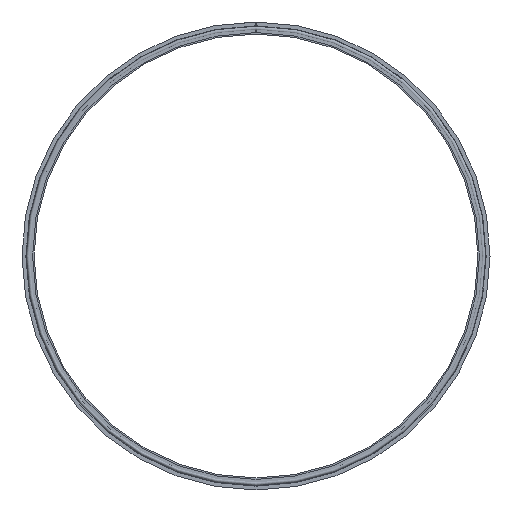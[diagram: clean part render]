
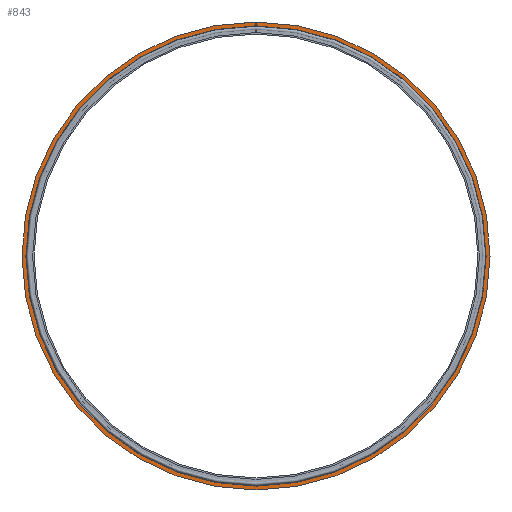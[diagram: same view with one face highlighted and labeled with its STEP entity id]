
A CAD part, left-side view. The second image highlights one B-rep face of the part: STEP entity #843.
In plain terms, the highlighted planar face has unit normal (-1, 0, 0).
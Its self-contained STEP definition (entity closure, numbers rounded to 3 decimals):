
#30 = VERTEX_POINT ( 'NONE', #505 ) ;
#49 = CARTESIAN_POINT ( 'NONE',  ( -9.8, 1., 419.999 ) ) ;
#89 = CARTESIAN_POINT ( 'NONE',  ( -9.8, -1., 412.999 ) ) ;
#92 = VECTOR ( 'NONE', #509, 1000. ) ;
#102 = DIRECTION ( 'NONE',  ( 0., 0., 1. ) ) ;
#131 = CIRCLE ( 'NONE', #939, 413. ) ;
#150 = CARTESIAN_POINT ( 'NONE',  ( -9.8, 0., 0. ) ) ;
#203 = FACE_OUTER_BOUND ( 'NONE', #985, .T. ) ;
#231 = VERTEX_POINT ( 'NONE', #49 ) ;
#288 = ORIENTED_EDGE ( 'NONE', *, *, #491, .T. ) ;
#293 = EDGE_CURVE ( 'NONE', #231, #1146, #314, .T. ) ;
#314 = LINE ( 'NONE', #582, #92 ) ;
#324 = ORIENTED_EDGE ( 'NONE', *, *, #646, .F. ) ;
#327 = DIRECTION ( 'NONE',  ( 1., 0., 0. ) ) ;
#349 = CARTESIAN_POINT ( 'NONE',  ( -9.8, 0., 0. ) ) ;
#383 = AXIS2_PLACEMENT_3D ( 'NONE', #150, #327, #967 ) ;
#402 = LINE ( 'NONE', #446, #912 ) ;
#419 = PLANE ( 'NONE',  #471 ) ;
#446 = CARTESIAN_POINT ( 'NONE',  ( -9.8, -1., 0. ) ) ;
#471 = AXIS2_PLACEMENT_3D ( 'NONE', #1143, #869, #777 ) ;
#491 = EDGE_CURVE ( 'NONE', #525, #1146, #131, .T. ) ;
#493 = ORIENTED_EDGE ( 'NONE', *, *, #293, .F. ) ;
#505 = CARTESIAN_POINT ( 'NONE',  ( -9.8, -1., 419.999 ) ) ;
#509 = DIRECTION ( 'NONE',  ( 0., 0., -1. ) ) ;
#525 = VERTEX_POINT ( 'NONE', #89 ) ;
#535 = CIRCLE ( 'NONE', #383, 420. ) ;
#582 = CARTESIAN_POINT ( 'NONE',  ( -9.8, 1., 0. ) ) ;
#646 = EDGE_CURVE ( 'NONE', #525, #30, #402, .T. ) ;
#711 = DIRECTION ( 'NONE',  ( 0., 0., 1. ) ) ;
#777 = DIRECTION ( 'NONE',  ( 0., 0., 1. ) ) ;
#843 = ADVANCED_FACE ( 'NONE', ( #203 ), #419, .T. ) ;
#869 = DIRECTION ( 'NONE',  ( -1., 0., 0. ) ) ;
#912 = VECTOR ( 'NONE', #102, 1000. ) ;
#939 = AXIS2_PLACEMENT_3D ( 'NONE', #349, #989, #711 ) ;
#967 = DIRECTION ( 'NONE',  ( 0., 0., -1. ) ) ;
#985 = EDGE_LOOP ( 'NONE', ( #493, #1102, #324, #288 ) ) ;
#989 = DIRECTION ( 'NONE',  ( 1., 0., 0. ) ) ;
#1001 = EDGE_CURVE ( 'NONE', #30, #231, #535, .T. ) ;
#1085 = CARTESIAN_POINT ( 'NONE',  ( -9.8, 1., 412.999 ) ) ;
#1102 = ORIENTED_EDGE ( 'NONE', *, *, #1001, .F. ) ;
#1143 = CARTESIAN_POINT ( 'NONE',  ( -9.8, 420., 0. ) ) ;
#1146 = VERTEX_POINT ( 'NONE', #1085 ) ;
